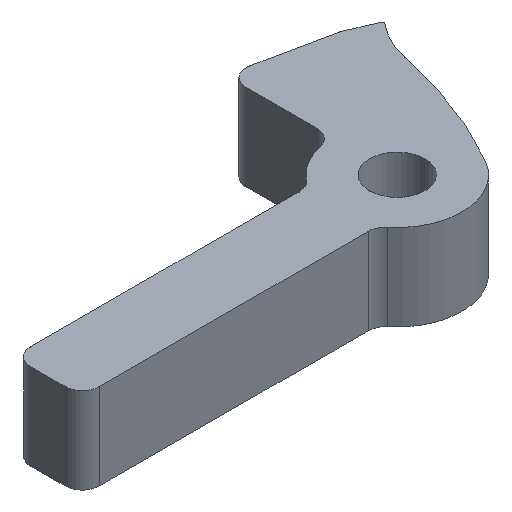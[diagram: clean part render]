
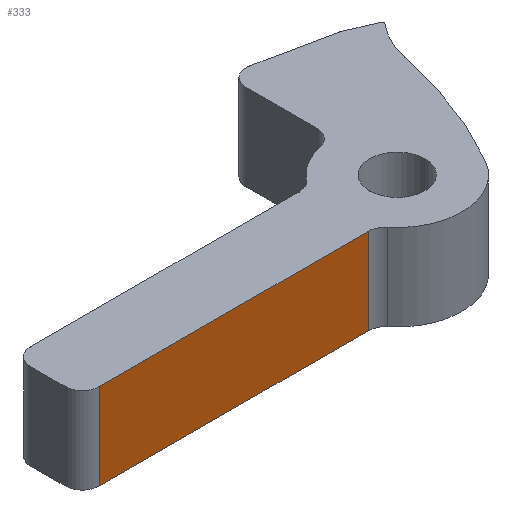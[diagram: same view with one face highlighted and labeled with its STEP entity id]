
A CAD part, isometric view. The second image highlights one B-rep face of the part: STEP entity #333.
In plain terms, the highlighted planar face has unit normal (0, -1, 0).
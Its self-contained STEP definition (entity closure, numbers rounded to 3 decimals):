
#2 = ORIENTED_EDGE ( 'NONE', *, *, #506, .F. ) ;
#27 = ORIENTED_EDGE ( 'NONE', *, *, #599, .F. ) ;
#30 = AXIS2_PLACEMENT_3D ( 'NONE', #73, #298, #312 ) ;
#32 = CARTESIAN_POINT ( 'NONE',  ( 26.851, 24.378, 0. ) ) ;
#50 = CARTESIAN_POINT ( 'NONE',  ( 7.042, 24.378, 0. ) ) ;
#52 = LINE ( 'NONE', #173, #656 ) ;
#67 = CARTESIAN_POINT ( 'NONE',  ( 7.042, 24.378, 6.35 ) ) ;
#73 = CARTESIAN_POINT ( 'NONE',  ( 26.851, 24.378, 6.35 ) ) ;
#156 = VECTOR ( 'NONE', #493, 1000. ) ;
#170 = LINE ( 'NONE', #335, #232 ) ;
#173 = CARTESIAN_POINT ( 'NONE',  ( 7.042, 24.378, 6.35 ) ) ;
#191 = VERTEX_POINT ( 'NONE', #50 ) ;
#193 = FACE_OUTER_BOUND ( 'NONE', #619, .T. ) ;
#232 = VECTOR ( 'NONE', #564, 1000. ) ;
#254 = VECTOR ( 'NONE', #570, 1000. ) ;
#274 = DIRECTION ( 'NONE',  ( 0., 0., -1. ) ) ;
#298 = DIRECTION ( 'NONE',  ( 0., -1., 0. ) ) ;
#301 = CARTESIAN_POINT ( 'NONE',  ( 26.851, 24.378, 6.35 ) ) ;
#302 = PLANE ( 'NONE',  #30 ) ;
#312 = DIRECTION ( 'NONE',  ( 1., 0., 0. ) ) ;
#323 = VERTEX_POINT ( 'NONE', #67 ) ;
#333 = ADVANCED_FACE ( 'NONE', ( #193 ), #302, .T. ) ;
#335 = CARTESIAN_POINT ( 'NONE',  ( 26.851, 24.378, 6.35 ) ) ;
#465 = CARTESIAN_POINT ( 'NONE',  ( 26.851, 24.378, 0. ) ) ;
#493 = DIRECTION ( 'NONE',  ( -1., 0., 0. ) ) ;
#506 = EDGE_CURVE ( 'NONE', #731, #191, #552, .T. ) ;
#552 = LINE ( 'NONE', #32, #156 ) ;
#555 = CARTESIAN_POINT ( 'NONE',  ( 26.851, 24.378, 6.35 ) ) ;
#564 = DIRECTION ( 'NONE',  ( -1., 0., 0. ) ) ;
#570 = DIRECTION ( 'NONE',  ( 0., 0., -1. ) ) ;
#580 = ORIENTED_EDGE ( 'NONE', *, *, #660, .T. ) ;
#599 = EDGE_CURVE ( 'NONE', #661, #731, #666, .T. ) ;
#608 = ORIENTED_EDGE ( 'NONE', *, *, #625, .T. ) ;
#619 = EDGE_LOOP ( 'NONE', ( #2, #27, #580, #608 ) ) ;
#625 = EDGE_CURVE ( 'NONE', #323, #191, #52, .T. ) ;
#656 = VECTOR ( 'NONE', #274, 1000. ) ;
#660 = EDGE_CURVE ( 'NONE', #661, #323, #170, .T. ) ;
#661 = VERTEX_POINT ( 'NONE', #301 ) ;
#666 = LINE ( 'NONE', #555, #254 ) ;
#731 = VERTEX_POINT ( 'NONE', #465 ) ;
